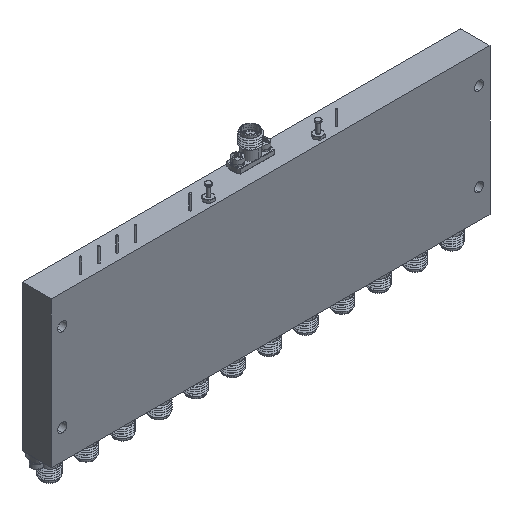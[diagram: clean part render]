
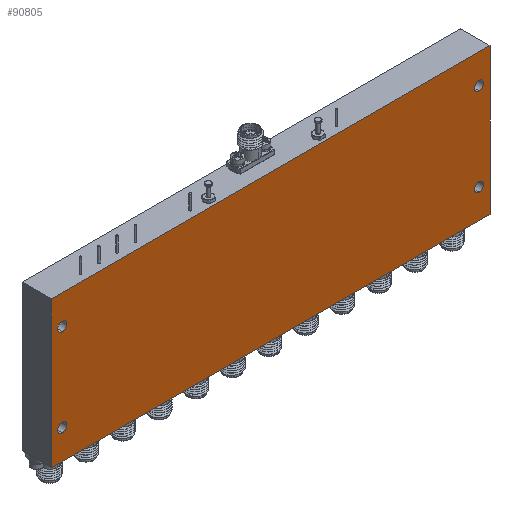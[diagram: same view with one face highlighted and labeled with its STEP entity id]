
A CAD part, isometric view. The second image highlights one B-rep face of the part: STEP entity #90805.
In plain terms, the highlighted planar face has unit normal (0, -1, 0).
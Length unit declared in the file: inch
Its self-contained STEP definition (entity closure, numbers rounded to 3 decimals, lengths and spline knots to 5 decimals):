
#1053 = VERTEX_POINT ( 'NONE', #104248 ) ;
#1669 = EDGE_CURVE ( 'NONE', #30466, #3001, #79275, .T. ) ;
#3001 = VERTEX_POINT ( 'NONE', #106328 ) ;
#5429 = EDGE_CURVE ( 'NONE', #106653, #86982, #39536, .T. ) ;
#6102 = AXIS2_PLACEMENT_3D ( 'NONE', #92740, #20172, #7477 ) ;
#7477 = DIRECTION ( 'NONE',  ( 0., 0., 1. ) ) ;
#7570 = VERTEX_POINT ( 'NONE', #97009 ) ;
#7854 = DIRECTION ( 'NONE',  ( 0., 0., -1. ) ) ;
#8695 = CIRCLE ( 'NONE', #105484, 0.0625 ) ;
#11107 = FACE_BOUND ( 'NONE', #62639, .T. ) ;
#11913 = DIRECTION ( 'NONE',  ( 0., 1., 0. ) ) ;
#15851 = EDGE_CURVE ( 'NONE', #57924, #30466, #82768, .T. ) ;
#17604 = CARTESIAN_POINT ( 'NONE',  ( 3., -0.4, -1. ) ) ;
#18269 = AXIS2_PLACEMENT_3D ( 'NONE', #79263, #47553, #25755 ) ;
#19395 = ORIENTED_EDGE ( 'NONE', *, *, #127353, .T. ) ;
#20172 = DIRECTION ( 'NONE',  ( 0., 1., 0. ) ) ;
#20981 = VECTOR ( 'NONE', #131961, 39.37008 ) ;
#22403 = EDGE_CURVE ( 'NONE', #93239, #45639, #41204, .T. ) ;
#23851 = EDGE_CURVE ( 'NONE', #45639, #93239, #137541, .T. ) ;
#24622 = VECTOR ( 'NONE', #7854, 39.37008 ) ;
#25755 = DIRECTION ( 'NONE',  ( 0., 0., 1. ) ) ;
#25832 = EDGE_CURVE ( 'NONE', #126481, #7570, #42288, .T. ) ;
#26680 = DIRECTION ( 'NONE',  ( 0., 1., 0. ) ) ;
#28349 = VECTOR ( 'NONE', #72240, 39.37008 ) ;
#28541 = CARTESIAN_POINT ( 'NONE',  ( -3., -0.4, -1. ) ) ;
#29282 = CARTESIAN_POINT ( 'NONE',  ( 2.85, -0.4, -0.6 ) ) ;
#29663 = CARTESIAN_POINT ( 'NONE',  ( 3., -0.4, -1. ) ) ;
#30466 = VERTEX_POINT ( 'NONE', #117310 ) ;
#31102 = ORIENTED_EDGE ( 'NONE', *, *, #23851, .T. ) ;
#31496 = FACE_BOUND ( 'NONE', #33337, .T. ) ;
#31812 = EDGE_CURVE ( 'NONE', #3001, #1053, #67140, .T. ) ;
#32547 = AXIS2_PLACEMENT_3D ( 'NONE', #63302, #73655, #116505 ) ;
#33337 = EDGE_LOOP ( 'NONE', ( #73252, #41572 ) ) ;
#33562 = DIRECTION ( 'NONE',  ( 0., 0., 1. ) ) ;
#35068 = VECTOR ( 'NONE', #76325, 39.37008 ) ;
#36577 = EDGE_LOOP ( 'NONE', ( #40123, #84176, #90209, #90044 ) ) ;
#37993 = ORIENTED_EDGE ( 'NONE', *, *, #5429, .T. ) ;
#39536 = CIRCLE ( 'NONE', #95869, 0.0625 ) ;
#40123 = ORIENTED_EDGE ( 'NONE', *, *, #1669, .F. ) ;
#41204 = CIRCLE ( 'NONE', #110846, 0.0625 ) ;
#41572 = ORIENTED_EDGE ( 'NONE', *, *, #76180, .T. ) ;
#42106 = FACE_BOUND ( 'NONE', #75054, .T. ) ;
#42107 = CARTESIAN_POINT ( 'NONE',  ( -2.85, -0.4, 0.6 ) ) ;
#42288 = CIRCLE ( 'NONE', #64821, 0.0625 ) ;
#42775 = DIRECTION ( 'NONE',  ( 0., 1., 0. ) ) ;
#45639 = VERTEX_POINT ( 'NONE', #116359 ) ;
#46318 = VERTEX_POINT ( 'NONE', #77268 ) ;
#47553 = DIRECTION ( 'NONE',  ( 0., 1., 0. ) ) ;
#48238 = CIRCLE ( 'NONE', #32547, 0.0625 ) ;
#52481 = DIRECTION ( 'NONE',  ( 0., 1., 0. ) ) ;
#52932 = EDGE_CURVE ( 'NONE', #1053, #57924, #83903, .T. ) ;
#54191 = CARTESIAN_POINT ( 'NONE',  ( 2.85, -0.4, 0.5375 ) ) ;
#55406 = CARTESIAN_POINT ( 'NONE',  ( 0., -0.4, 0. ) ) ;
#57924 = VERTEX_POINT ( 'NONE', #17604 ) ;
#59066 = DIRECTION ( 'NONE',  ( 0., 0., 1. ) ) ;
#62639 = EDGE_LOOP ( 'NONE', ( #88014, #100205 ) ) ;
#63302 = CARTESIAN_POINT ( 'NONE',  ( -2.85, -0.4, -0.6 ) ) ;
#64821 = AXIS2_PLACEMENT_3D ( 'NONE', #138571, #126671, #73317 ) ;
#64937 = EDGE_LOOP ( 'NONE', ( #19395, #37993 ) ) ;
#67140 = LINE ( 'NONE', #96795, #35068 ) ;
#67501 = CARTESIAN_POINT ( 'NONE',  ( 2.85, -0.4, 0.6 ) ) ;
#68227 = CARTESIAN_POINT ( 'NONE',  ( 2.85, -0.4, 0.6 ) ) ;
#72240 = DIRECTION ( 'NONE',  ( -1., 0., 0. ) ) ;
#73252 = ORIENTED_EDGE ( 'NONE', *, *, #101516, .T. ) ;
#73317 = DIRECTION ( 'NONE',  ( 0., 0., 1. ) ) ;
#73655 = DIRECTION ( 'NONE',  ( 0., 1., 0. ) ) ;
#73819 = DIRECTION ( 'NONE',  ( 0., 1., 0. ) ) ;
#74513 = DIRECTION ( 'NONE',  ( 0., 0., 1. ) ) ;
#75054 = EDGE_LOOP ( 'NONE', ( #31102, #121758 ) ) ;
#75468 = CARTESIAN_POINT ( 'NONE',  ( -2.85, -0.4, 0.6625 ) ) ;
#76180 = EDGE_CURVE ( 'NONE', #88468, #46318, #48238, .T. ) ;
#76325 = DIRECTION ( 'NONE',  ( 1., 0., 0. ) ) ;
#77268 = CARTESIAN_POINT ( 'NONE',  ( -2.85, -0.4, -0.5375 ) ) ;
#78926 = CIRCLE ( 'NONE', #18269, 0.0625 ) ;
#79263 = CARTESIAN_POINT ( 'NONE',  ( -2.85, -0.4, 0.6 ) ) ;
#79275 = LINE ( 'NONE', #89137, #20981 ) ;
#81333 = AXIS2_PLACEMENT_3D ( 'NONE', #55406, #42775, #33562 ) ;
#82768 = LINE ( 'NONE', #28541, #28349 ) ;
#83903 = LINE ( 'NONE', #29663, #24622 ) ;
#84176 = ORIENTED_EDGE ( 'NONE', *, *, #15851, .F. ) ;
#86271 = CARTESIAN_POINT ( 'NONE',  ( -2.85, -0.4, -0.6625 ) ) ;
#86982 = VERTEX_POINT ( 'NONE', #75468 ) ;
#88014 = ORIENTED_EDGE ( 'NONE', *, *, #110406, .T. ) ;
#88468 = VERTEX_POINT ( 'NONE', #86271 ) ;
#89137 = CARTESIAN_POINT ( 'NONE',  ( -3., -0.4, -1. ) ) ;
#90044 = ORIENTED_EDGE ( 'NONE', *, *, #31812, .F. ) ;
#90209 = ORIENTED_EDGE ( 'NONE', *, *, #52932, .F. ) ;
#90805 = ADVANCED_FACE ( 'NONE', ( #97728, #138411, #42106, #11107, #31496 ), #108901, .F. ) ;
#92740 = CARTESIAN_POINT ( 'NONE',  ( -2.85, -0.4, -0.6 ) ) ;
#93239 = VERTEX_POINT ( 'NONE', #54191 ) ;
#95869 = AXIS2_PLACEMENT_3D ( 'NONE', #42107, #73819, #74513 ) ;
#96795 = CARTESIAN_POINT ( 'NONE',  ( -3., -0.4, 1. ) ) ;
#97009 = CARTESIAN_POINT ( 'NONE',  ( 2.85, -0.4, -0.5375 ) ) ;
#97728 = FACE_OUTER_BOUND ( 'NONE', #36577, .T. ) ;
#100205 = ORIENTED_EDGE ( 'NONE', *, *, #25832, .T. ) ;
#101516 = EDGE_CURVE ( 'NONE', #46318, #88468, #118399, .T. ) ;
#104248 = CARTESIAN_POINT ( 'NONE',  ( 3., -0.4, 1. ) ) ;
#105484 = AXIS2_PLACEMENT_3D ( 'NONE', #29282, #52481, #127708 ) ;
#106328 = CARTESIAN_POINT ( 'NONE',  ( -3., -0.4, 1. ) ) ;
#106653 = VERTEX_POINT ( 'NONE', #139089 ) ;
#108901 = PLANE ( 'NONE',  #81333 ) ;
#110370 = DIRECTION ( 'NONE',  ( 0., 0., 1. ) ) ;
#110406 = EDGE_CURVE ( 'NONE', #7570, #126481, #8695, .T. ) ;
#110846 = AXIS2_PLACEMENT_3D ( 'NONE', #68227, #26680, #59066 ) ;
#116359 = CARTESIAN_POINT ( 'NONE',  ( 2.85, -0.4, 0.6625 ) ) ;
#116505 = DIRECTION ( 'NONE',  ( 0., 0., 1. ) ) ;
#117310 = CARTESIAN_POINT ( 'NONE',  ( -3., -0.4, -1. ) ) ;
#118399 = CIRCLE ( 'NONE', #6102, 0.0625 ) ;
#121758 = ORIENTED_EDGE ( 'NONE', *, *, #22403, .T. ) ;
#125423 = CARTESIAN_POINT ( 'NONE',  ( 2.85, -0.4, -0.6625 ) ) ;
#126481 = VERTEX_POINT ( 'NONE', #125423 ) ;
#126671 = DIRECTION ( 'NONE',  ( 0., 1., 0. ) ) ;
#127353 = EDGE_CURVE ( 'NONE', #86982, #106653, #78926, .T. ) ;
#127708 = DIRECTION ( 'NONE',  ( 0., 0., 1. ) ) ;
#128475 = AXIS2_PLACEMENT_3D ( 'NONE', #67501, #11913, #110370 ) ;
#131961 = DIRECTION ( 'NONE',  ( 0., 0., 1. ) ) ;
#137541 = CIRCLE ( 'NONE', #128475, 0.0625 ) ;
#138411 = FACE_BOUND ( 'NONE', #64937, .T. ) ;
#138571 = CARTESIAN_POINT ( 'NONE',  ( 2.85, -0.4, -0.6 ) ) ;
#139089 = CARTESIAN_POINT ( 'NONE',  ( -2.85, -0.4, 0.5375 ) ) ;
